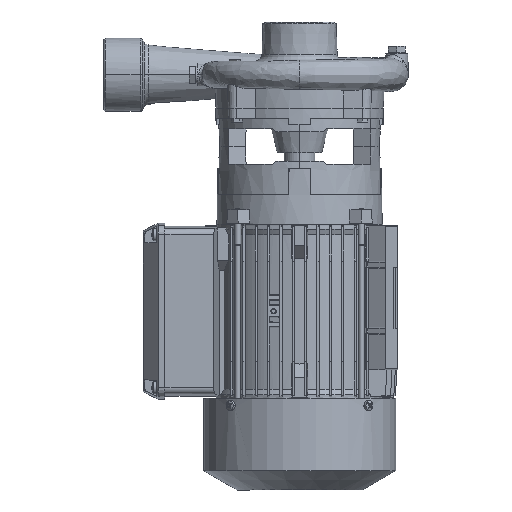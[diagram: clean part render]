
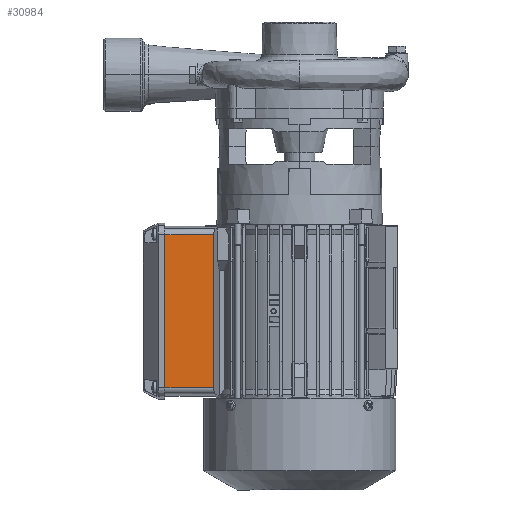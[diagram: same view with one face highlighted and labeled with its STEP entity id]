
A CAD part, left-side view. The second image highlights one B-rep face of the part: STEP entity #30984.
In plain terms, the highlighted planar face has unit normal (-1, 0, 0).
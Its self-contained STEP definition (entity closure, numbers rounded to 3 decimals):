
#674 = FACE_OUTER_BOUND ( 'NONE', #34572, .T. ) ;
#5055 = EDGE_CURVE ( 'NONE', #19772, #57962, #50666, .T. ) ;
#7506 = VECTOR ( 'NONE', #46056, 1000. ) ;
#8236 = DIRECTION ( 'NONE',  ( 0., 1., 0. ) ) ;
#11848 = CARTESIAN_POINT ( 'NONE',  ( -95.85, 110., -130.625 ) ) ;
#14743 = LINE ( 'NONE', #50584, #58364 ) ;
#16476 = DIRECTION ( 'NONE',  ( -1., 0., 0. ) ) ;
#17365 = ORIENTED_EDGE ( 'NONE', *, *, #69915, .F. ) ;
#19772 = VERTEX_POINT ( 'NONE', #11848 ) ;
#26505 = CARTESIAN_POINT ( 'NONE',  ( -95.85, 70., -109.724 ) ) ;
#27654 = ORIENTED_EDGE ( 'NONE', *, *, #5055, .T. ) ;
#27922 = DIRECTION ( 'NONE',  ( 0., 0., -1. ) ) ;
#30984 = ADVANCED_FACE ( 'NONE', ( #674 ), #75413, .T. ) ;
#32280 = LINE ( 'NONE', #26505, #7506 ) ;
#32687 = VERTEX_POINT ( 'NONE', #46926 ) ;
#34572 = EDGE_LOOP ( 'NONE', ( #17365, #67002, #57068, #27654 ) ) ;
#41132 = CARTESIAN_POINT ( 'NONE',  ( -95.85, 112., -124.375 ) ) ;
#43107 = CARTESIAN_POINT ( 'NONE',  ( -95.85, 70., -255.625 ) ) ;
#43176 = VECTOR ( 'NONE', #43357, 1000. ) ;
#43357 = DIRECTION ( 'NONE',  ( 0., 1., 0. ) ) ;
#46056 = DIRECTION ( 'NONE',  ( 0., 0., -1. ) ) ;
#46926 = CARTESIAN_POINT ( 'NONE',  ( -95.85, 70., -130.625 ) ) ;
#49155 = LINE ( 'NONE', #53787, #43176 ) ;
#50584 = CARTESIAN_POINT ( 'NONE',  ( -95.85, 110., -255.625 ) ) ;
#50666 = LINE ( 'NONE', #51807, #51556 ) ;
#51556 = VECTOR ( 'NONE', #27922, 1000. ) ;
#51807 = CARTESIAN_POINT ( 'NONE',  ( -95.85, 110., -113.925 ) ) ;
#53266 = AXIS2_PLACEMENT_3D ( 'NONE', #41132, #16476, #58094 ) ;
#53787 = CARTESIAN_POINT ( 'NONE',  ( -95.85, 112., -130.625 ) ) ;
#56147 = EDGE_CURVE ( 'NONE', #32687, #70217, #32280, .T. ) ;
#57068 = ORIENTED_EDGE ( 'NONE', *, *, #63032, .T. ) ;
#57962 = VERTEX_POINT ( 'NONE', #63240 ) ;
#58094 = DIRECTION ( 'NONE',  ( 0., 1., 0. ) ) ;
#58364 = VECTOR ( 'NONE', #8236, 1000. ) ;
#63032 = EDGE_CURVE ( 'NONE', #32687, #19772, #49155, .T. ) ;
#63240 = CARTESIAN_POINT ( 'NONE',  ( -95.85, 110., -255.625 ) ) ;
#67002 = ORIENTED_EDGE ( 'NONE', *, *, #56147, .F. ) ;
#69915 = EDGE_CURVE ( 'NONE', #70217, #57962, #14743, .T. ) ;
#70217 = VERTEX_POINT ( 'NONE', #43107 ) ;
#75413 = PLANE ( 'NONE',  #53266 ) ;
